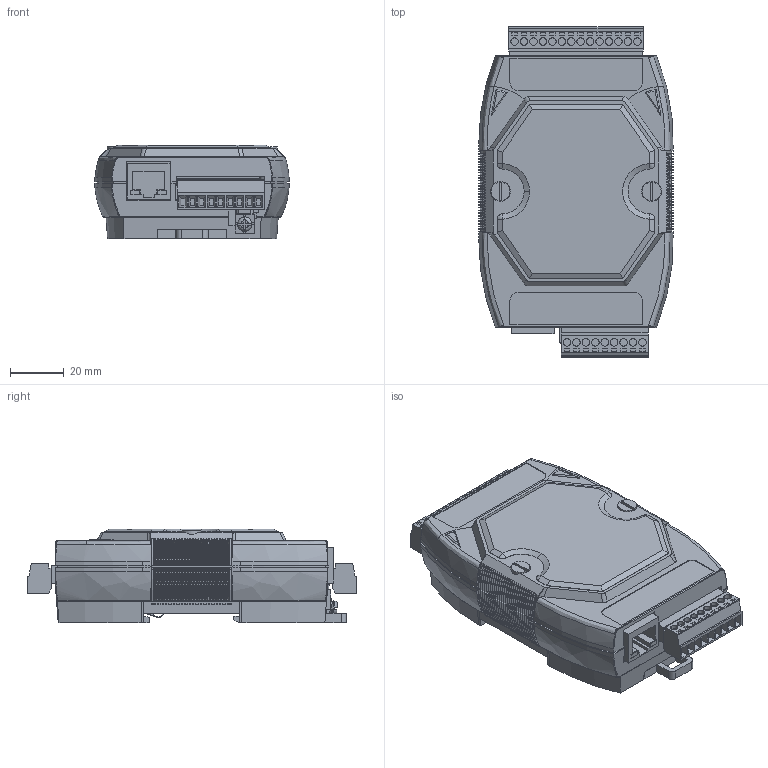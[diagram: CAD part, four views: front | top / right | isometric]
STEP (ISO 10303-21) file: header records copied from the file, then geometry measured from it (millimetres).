
FILE_DESCRIPTION (( 'STEP AP203' ), '1' );
FILE_NAME ('ET-7060_20220824.STEP', '2022-08-24T08:49:11', ( 'Lily' ), ( '' ), 'SwSTEP 2.0', 'SolidWorks 2020', '' );
FILE_SCHEMA (( 'CONFIG_CONTROL_DESIGN' ));
Length unit declared in the file: millimetre
Products named in the file (20): ET-7060 PCB_20220824; ET-7060 V1.41 PCB; ME030-35014; MC420-35014; ME030-35009; 7KFG-8; 4SIPP-754-BG_20210524; 遮光板; M3; 4SASM-001-3x28.5_M3x29L 螺絲_20200103_test; 7000_9P_RJ45_14P_01_灰; 2PZ003(7000-GND)_20120510; ET-7060_20220824; 7000軌道固定片; MC420-35009; 2DJ049_RB1-126BHQ1A; M3 F.G.; 2PZ002(7000-GND NUT)_20211105_test; 2DSD005_SS-12D01-G2
Assembly tree (21 placements, depth 3):
  ET-7060_20220824
    4SIPP-754-BG_20210524
    ET-7060 PCB_20220824
      ET-7060 V1.41 PCB
      MC420-35014
      ME030-35014
      MC420-35009
      ME030-35009
      2DJ049_RB1-126BHQ1A
    7KFG-8
      7KFG-8
      2PZ002(7000-GND NUT)_20211105_test
      2DSD005_SS-12D01-G2
      2PZ003(7000-GND)_20120510
      M3 F.G.
    7000_9P_RJ45_14P_01_灰
    遮光板
    7000軌道固定片
    4SASM-001-3x28.5_M3x29L 螺絲_20200103_test  x2
    M3  x2
Bounding box: 72.04 x 122.32 x 34.8 mm (x, y, z)
Volume: 73279.5 mm3; surface area: 98613.2 mm2
Topology: 19 solids, 19 shells, 4632 faces, 12331 edges, 8004 vertices
Faces by surface type: plane 3088, cylinder 431, cone 387, torus 356, bspline 346, sphere 24
Entity records: 155241 total; most frequent: CARTESIAN_POINT 44825, ORIENTED_EDGE 24240, DIRECTION 19991, EDGE_CURVE 12120, VERTEX_POINT 7867, VECTOR 7311, LINE 7311, AXIS2_PLACEMENT_3D 6340
